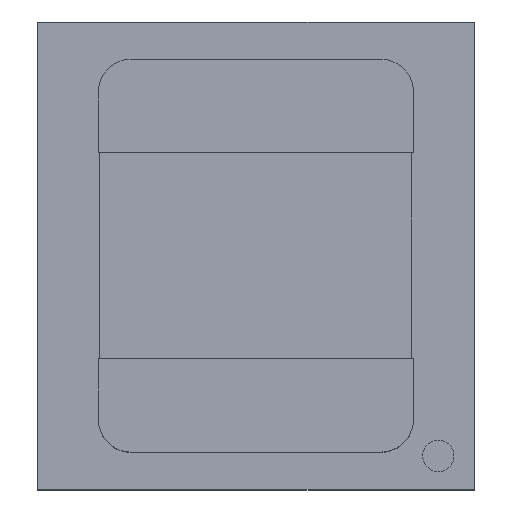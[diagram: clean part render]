
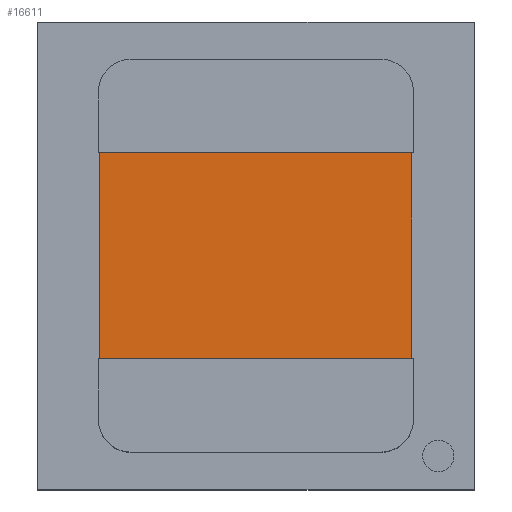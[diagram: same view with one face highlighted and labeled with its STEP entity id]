
A CAD part, top view. The second image highlights one B-rep face of the part: STEP entity #16611.
In plain terms, the highlighted planar face has unit normal (0, 0, 1).
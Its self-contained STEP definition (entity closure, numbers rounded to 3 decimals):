
#210 = CARTESIAN_POINT ( 'NONE',  ( -1., 1.05, 1.53 ) ) ;
#869 = VERTEX_POINT ( 'NONE', #2202 ) ;
#885 = ORIENTED_EDGE ( 'NONE', *, *, #1008, .T. ) ;
#1008 = EDGE_CURVE ( 'NONE', #9493, #7905, #9800, .T. ) ;
#1445 = EDGE_CURVE ( 'NONE', #869, #15027, #12938, .T. ) ;
#1710 = DIRECTION ( 'NONE',  ( -1., 0., 0. ) ) ;
#2202 = CARTESIAN_POINT ( 'NONE',  ( 1., -0.66, 1.53 ) ) ;
#2423 = VECTOR ( 'NONE', #1710, 1000. ) ;
#2990 = ORIENTED_EDGE ( 'NONE', *, *, #1445, .T. ) ;
#3314 = CARTESIAN_POINT ( 'NONE',  ( -1., -0.66, 1.53 ) ) ;
#3537 = DIRECTION ( 'NONE',  ( 1., 0., 0. ) ) ;
#4544 = VECTOR ( 'NONE', #17183, 1000. ) ;
#4877 = EDGE_CURVE ( 'NONE', #869, #7905, #12441, .T. ) ;
#5584 = VECTOR ( 'NONE', #15175, 1000. ) ;
#7522 = CARTESIAN_POINT ( 'NONE',  ( -0.8, 1.05, 1.53 ) ) ;
#7905 = VERTEX_POINT ( 'NONE', #3314 ) ;
#9172 = AXIS2_PLACEMENT_3D ( 'NONE', #7522, #14485, #3537 ) ;
#9493 = VERTEX_POINT ( 'NONE', #11647 ) ;
#9498 = EDGE_CURVE ( 'NONE', #15027, #9493, #9824, .T. ) ;
#9800 = LINE ( 'NONE', #210, #4544 ) ;
#9824 = LINE ( 'NONE', #11467, #2423 ) ;
#11467 = CARTESIAN_POINT ( 'NONE',  ( -0.8, 0.66, 1.53 ) ) ;
#11477 = VECTOR ( 'NONE', #17295, 1000. ) ;
#11647 = CARTESIAN_POINT ( 'NONE',  ( -1., 0.66, 1.53 ) ) ;
#12441 = LINE ( 'NONE', #15363, #5584 ) ;
#12938 = LINE ( 'NONE', #13214, #11477 ) ;
#13025 = PLANE ( 'NONE',  #9172 ) ;
#13214 = CARTESIAN_POINT ( 'NONE',  ( 1., 1.05, 1.53 ) ) ;
#13349 = EDGE_LOOP ( 'NONE', ( #2990, #13813, #885, #13441 ) ) ;
#13441 = ORIENTED_EDGE ( 'NONE', *, *, #4877, .F. ) ;
#13813 = ORIENTED_EDGE ( 'NONE', *, *, #9498, .T. ) ;
#14485 = DIRECTION ( 'NONE',  ( 0., 0., 1. ) ) ;
#14582 = CARTESIAN_POINT ( 'NONE',  ( 1., 0.66, 1.53 ) ) ;
#15027 = VERTEX_POINT ( 'NONE', #14582 ) ;
#15175 = DIRECTION ( 'NONE',  ( -1., 0., 0. ) ) ;
#15363 = CARTESIAN_POINT ( 'NONE',  ( -0.8, -0.66, 1.53 ) ) ;
#16611 = ADVANCED_FACE ( 'NONE', ( #16918 ), #13025, .T. ) ;
#16918 = FACE_OUTER_BOUND ( 'NONE', #13349, .T. ) ;
#17183 = DIRECTION ( 'NONE',  ( 0., -1., 0. ) ) ;
#17295 = DIRECTION ( 'NONE',  ( 0., 1., 0. ) ) ;
